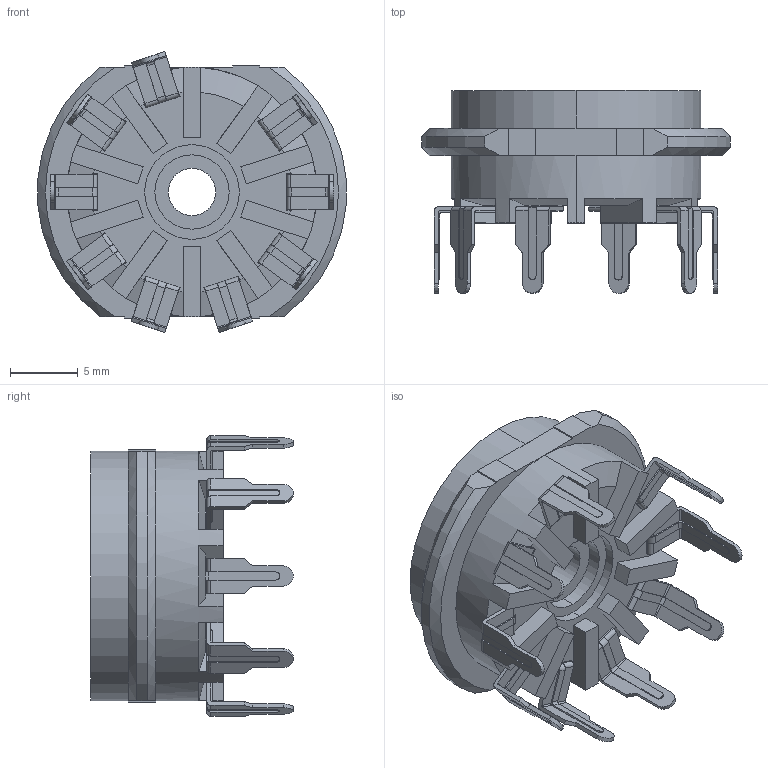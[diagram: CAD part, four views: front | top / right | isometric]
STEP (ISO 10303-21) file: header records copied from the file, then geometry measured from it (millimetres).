
FILE_DESCRIPTION (( 'STEP AP214' ), '1' );
FILE_NAME ('User Library-VT9-PT-1.STEP', '2021-10-01T11:52:53', ( '' ), ( '' ), 'SwSTEP 2.0', 'SolidWorks 2021', '' );
FILE_SCHEMA (( 'AUTOMOTIVE_DESIGN' ));
Length unit declared in the file: millimetre
Products named in the file (1): User Library-VT9-PT-1
Bounding box: 22.82 x 15 x 20.78 mm (x, y, z)
Volume: 2274.3 mm3; surface area: 2755.2 mm2
Topology: 1 solids, 1 shells, 725 faces, 2061 edges, 1355 vertices
Faces by surface type: plane 396, cylinder 182, cone 97, bspline 50
Entity records: 26706 total; most frequent: CARTESIAN_POINT 6053, ORIENTED_EDGE 4122, DIRECTION 3764, EDGE_CURVE 2061, VERTEX_POINT 1355, LINE 1256, VECTOR 1256, AXIS2_PLACEMENT_3D 1254
